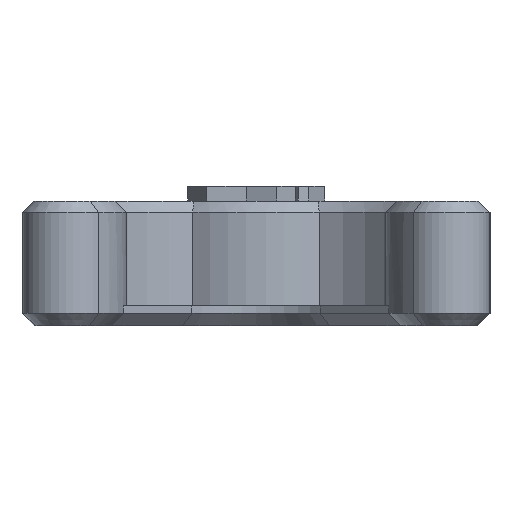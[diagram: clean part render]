
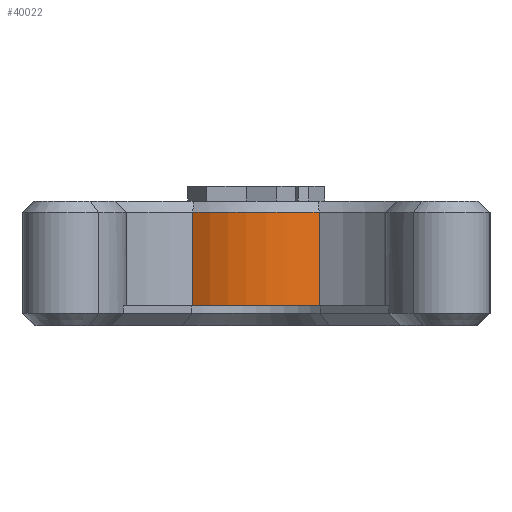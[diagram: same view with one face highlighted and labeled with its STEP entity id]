
A CAD part, left-side view. The second image highlights one B-rep face of the part: STEP entity #40022.
In plain terms, the highlighted cylindrical face has radius 4.702 mm (diameter 9.405 mm), a partial arc.
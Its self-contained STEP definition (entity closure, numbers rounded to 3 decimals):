
#4707 = PLANE('',#4708);
#4708 = AXIS2_PLACEMENT_3D('',#4709,#4710,#4711);
#4709 = CARTESIAN_POINT('',(3.724,0.,0.8));
#4710 = DIRECTION('',(0.,0.,1.));
#4711 = DIRECTION('',(1.,0.,0.));
#11752 = CONICAL_SURFACE('',#11753,4.703,0.785);
#11753 = AXIS2_PLACEMENT_3D('',#11754,#11755,#11756);
#11754 = CARTESIAN_POINT('',(10.,0.,4.55));
#11755 = DIRECTION('',(-0.,-0.,-1.));
#11756 = DIRECTION('',(-0.842,0.539,0.));
#18923 = CYLINDRICAL_SURFACE('',#18924,6.554);
#18924 = AXIS2_PLACEMENT_3D('',#18925,#18926,#18927);
#18925 = CARTESIAN_POINT('',(-0.005,-0.002,0.)
  );
#18926 = DIRECTION('',(0.,0.,-1.));
#18927 = DIRECTION('',(0.922,0.387,0.));
#18986 = VERTEX_POINT('',#18987);
#18987 = CARTESIAN_POINT('',(6.039,-2.536,0.8));
#19013 = EDGE_CURVE('',#18986,#19014,#19016,.T.);
#19014 = VERTEX_POINT('',#19015);
#19015 = CARTESIAN_POINT('',(6.039,2.536,0.8));
#19016 = SURFACE_CURVE('',#19017,(#19022,#19033),.PCURVE_S1.);
#19017 = CIRCLE('',#19018,4.703);
#19018 = AXIS2_PLACEMENT_3D('',#19019,#19020,#19021);
#19019 = CARTESIAN_POINT('',(10.,0.,0.8));
#19020 = DIRECTION('',(0.,0.,-1.));
#19021 = DIRECTION('',(1.,0.,0.));
#19022 = PCURVE('',#4707,#19023);
#19023 = DEFINITIONAL_REPRESENTATION('',(#19024),#19032);
#19024 = ( BOUNDED_CURVE() B_SPLINE_CURVE(2,(#19025,#19026,#19027,#19028
    ,#19029,#19030,#19031),.UNSPECIFIED.,.T.,.F.) 
B_SPLINE_CURVE_WITH_KNOTS((1,2,2,2,2,1),(-2.094,0.,
    2.094,4.189,6.283,8.378),
.UNSPECIFIED.) CURVE() GEOMETRIC_REPRESENTATION_ITEM() 
RATIONAL_B_SPLINE_CURVE((1.,0.5,1.,0.5,1.,0.5,1.)) REPRESENTATION_ITEM(
  '') );
#19025 = CARTESIAN_POINT('',(10.978,0.));
#19026 = CARTESIAN_POINT('',(10.978,-8.145));
#19027 = CARTESIAN_POINT('',(3.924,-4.072));
#19028 = CARTESIAN_POINT('',(-3.129,0.));
#19029 = CARTESIAN_POINT('',(3.924,4.073));
#19030 = CARTESIAN_POINT('',(10.978,8.145));
#19031 = CARTESIAN_POINT('',(10.978,0.));
#19032 = ( GEOMETRIC_REPRESENTATION_CONTEXT(2) 
PARAMETRIC_REPRESENTATION_CONTEXT() REPRESENTATION_CONTEXT('2D SPACE',''
  ) );
#19033 = PCURVE('',#19034,#19039);
#19034 = CYLINDRICAL_SURFACE('',#19035,4.703);
#19035 = AXIS2_PLACEMENT_3D('',#19036,#19037,#19038);
#19036 = CARTESIAN_POINT('',(10.,0.,0.));
#19037 = DIRECTION('',(-0.,-0.,-1.));
#19038 = DIRECTION('',(1.,0.,0.));
#19039 = DEFINITIONAL_REPRESENTATION('',(#19040),#19044);
#19040 = LINE('',#19041,#19042);
#19041 = CARTESIAN_POINT('',(-6.283,-0.8));
#19042 = VECTOR('',#19043,1.);
#19043 = DIRECTION('',(1.,-0.));
#19044 = ( GEOMETRIC_REPRESENTATION_CONTEXT(2) 
PARAMETRIC_REPRESENTATION_CONTEXT() REPRESENTATION_CONTEXT('2D SPACE',''
  ) );
#19067 = CYLINDRICAL_SURFACE('',#19068,6.554);
#19068 = AXIS2_PLACEMENT_3D('',#19069,#19070,#19071);
#19069 = CARTESIAN_POINT('',(-0.005,0.002,0.));
#19070 = DIRECTION('',(0.,0.,-1.));
#19071 = DIRECTION('',(0.922,0.387,0.));
#27258 = VERTEX_POINT('',#27259);
#27259 = CARTESIAN_POINT('',(6.039,-2.536,4.55));
#27313 = VERTEX_POINT('',#27314);
#27314 = CARTESIAN_POINT('',(6.039,2.536,4.55));
#27344 = EDGE_CURVE('',#27313,#27258,#27345,.T.);
#27345 = SURFACE_CURVE('',#27346,(#27351,#27358),.PCURVE_S1.);
#27346 = CIRCLE('',#27347,4.703);
#27347 = AXIS2_PLACEMENT_3D('',#27348,#27349,#27350);
#27348 = CARTESIAN_POINT('',(10.,0.,4.55));
#27349 = DIRECTION('',(0.,0.,1.));
#27350 = DIRECTION('',(-0.842,0.539,0.));
#27351 = PCURVE('',#11752,#27352);
#27352 = DEFINITIONAL_REPRESENTATION('',(#27353),#27357);
#27353 = LINE('',#27354,#27355);
#27354 = CARTESIAN_POINT('',(-0.,0.));
#27355 = VECTOR('',#27356,1.);
#27356 = DIRECTION('',(-1.,0.));
#27357 = ( GEOMETRIC_REPRESENTATION_CONTEXT(2) 
PARAMETRIC_REPRESENTATION_CONTEXT() REPRESENTATION_CONTEXT('2D SPACE',''
  ) );
#27358 = PCURVE('',#19034,#27359);
#27359 = DEFINITIONAL_REPRESENTATION('',(#27360),#27364);
#27360 = LINE('',#27361,#27362);
#27361 = CARTESIAN_POINT('',(-2.572,-4.55));
#27362 = VECTOR('',#27363,1.);
#27363 = DIRECTION('',(-1.,0.));
#27364 = ( GEOMETRIC_REPRESENTATION_CONTEXT(2) 
PARAMETRIC_REPRESENTATION_CONTEXT() REPRESENTATION_CONTEXT('2D SPACE',''
  ) );
#39972 = EDGE_CURVE('',#18986,#27258,#39973,.T.);
#39973 = SURFACE_CURVE('',#39974,(#39978,#39985),.PCURVE_S1.);
#39974 = LINE('',#39975,#39976);
#39975 = CARTESIAN_POINT('',(6.039,-2.536,0.));
#39976 = VECTOR('',#39977,1.);
#39977 = DIRECTION('',(0.,0.,1.));
#39978 = PCURVE('',#18923,#39979);
#39979 = DEFINITIONAL_REPRESENTATION('',(#39980),#39984);
#39980 = LINE('',#39981,#39982);
#39981 = CARTESIAN_POINT('',(-5.489,0.));
#39982 = VECTOR('',#39983,1.);
#39983 = DIRECTION('',(-0.,-1.));
#39984 = ( GEOMETRIC_REPRESENTATION_CONTEXT(2) 
PARAMETRIC_REPRESENTATION_CONTEXT() REPRESENTATION_CONTEXT('2D SPACE',''
  ) );
#39985 = PCURVE('',#19034,#39986);
#39986 = DEFINITIONAL_REPRESENTATION('',(#39987),#39991);
#39987 = LINE('',#39988,#39989);
#39988 = CARTESIAN_POINT('',(-3.711,0.));
#39989 = VECTOR('',#39990,1.);
#39990 = DIRECTION('',(-0.,-1.));
#39991 = ( GEOMETRIC_REPRESENTATION_CONTEXT(2) 
PARAMETRIC_REPRESENTATION_CONTEXT() REPRESENTATION_CONTEXT('2D SPACE',''
  ) );
#40001 = EDGE_CURVE('',#19014,#27313,#40002,.T.);
#40002 = SURFACE_CURVE('',#40003,(#40007,#40014),.PCURVE_S1.);
#40003 = LINE('',#40004,#40005);
#40004 = CARTESIAN_POINT('',(6.039,2.536,0.));
#40005 = VECTOR('',#40006,1.);
#40006 = DIRECTION('',(0.,0.,1.));
#40007 = PCURVE('',#19067,#40008);
#40008 = DEFINITIONAL_REPRESENTATION('',(#40009),#40013);
#40009 = LINE('',#40010,#40011);
#40010 = CARTESIAN_POINT('',(-6.283,0.));
#40011 = VECTOR('',#40012,1.);
#40012 = DIRECTION('',(-0.,-1.));
#40013 = ( GEOMETRIC_REPRESENTATION_CONTEXT(2) 
PARAMETRIC_REPRESENTATION_CONTEXT() REPRESENTATION_CONTEXT('2D SPACE',''
  ) );
#40014 = PCURVE('',#19034,#40015);
#40015 = DEFINITIONAL_REPRESENTATION('',(#40016),#40020);
#40016 = LINE('',#40017,#40018);
#40017 = CARTESIAN_POINT('',(-2.572,0.));
#40018 = VECTOR('',#40019,1.);
#40019 = DIRECTION('',(-0.,-1.));
#40020 = ( GEOMETRIC_REPRESENTATION_CONTEXT(2) 
PARAMETRIC_REPRESENTATION_CONTEXT() REPRESENTATION_CONTEXT('2D SPACE',''
  ) );
#40022 = ADVANCED_FACE('',(#40023),#19034,.T.);
#40023 = FACE_BOUND('',#40024,.F.);
#40024 = EDGE_LOOP('',(#40025,#40026,#40027,#40028));
#40025 = ORIENTED_EDGE('',*,*,#39972,.F.);
#40026 = ORIENTED_EDGE('',*,*,#19013,.T.);
#40027 = ORIENTED_EDGE('',*,*,#40001,.T.);
#40028 = ORIENTED_EDGE('',*,*,#27344,.T.);
